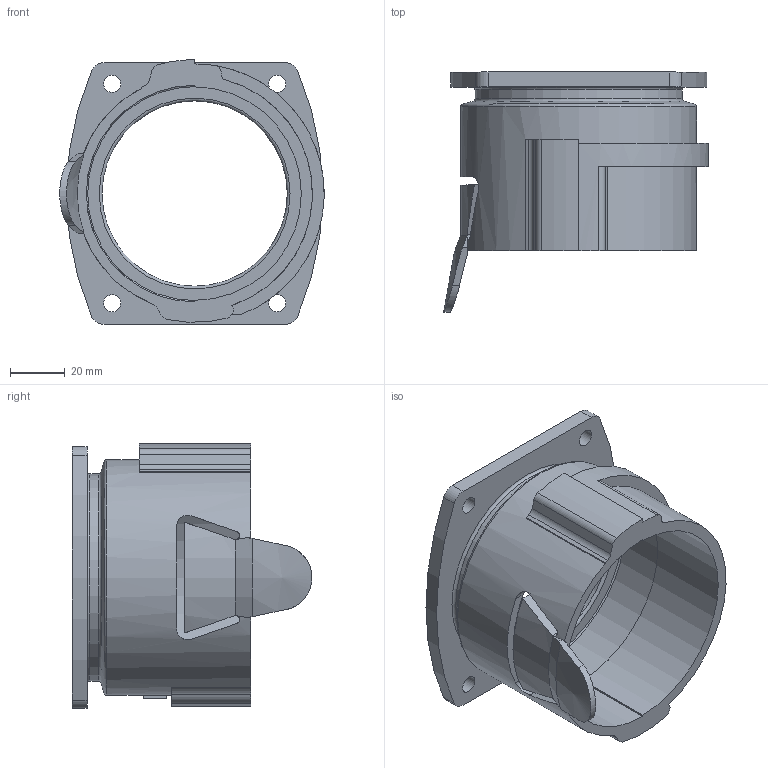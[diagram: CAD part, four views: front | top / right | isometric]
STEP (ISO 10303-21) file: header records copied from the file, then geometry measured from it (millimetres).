
FILE_DESCRIPTION( ( 'STEP AP203' ), '1' );
FILE_NAME( 'FLEXA Multi-GFP 5032.206.070.stp', '2020-03-26T08:54:29', ( 'License CC BY-ND 4.0' ), ( 'CADENAS' ), ' ', 'PARTsolutions', ' ' );
FILE_SCHEMA( ( 'CONFIG_CONTROL_DESIGN' ) );
Length unit declared in the file: millimetre
Products named in the file (1): _FLEXA Multi-GFP 5032.206.070
Bounding box: 97.02 x 87.97 x 97.15 mm (x, y, z)
Volume: 102599.2 mm3; surface area: 49131 mm2
Topology: 1 solids, 1 shells, 75 faces, 205 edges, 133 vertices
Faces by surface type: cylinder 35, plane 31, torus 5, cone 4
Full cylindrical faces by diameter (mm): 6.3 x4, 68 x1, 76 x1, 79.5 x1, 86.5 x1
Entity records: 2612 total; most frequent: CARTESIAN_POINT 672, DIRECTION 414, ORIENTED_EDGE 376, EDGE_CURVE 188, AXIS2_PLACEMENT_3D 169, VERTEX_POINT 131, EDGE_LOOP 101, FACE_OUTER_BOUND 87
